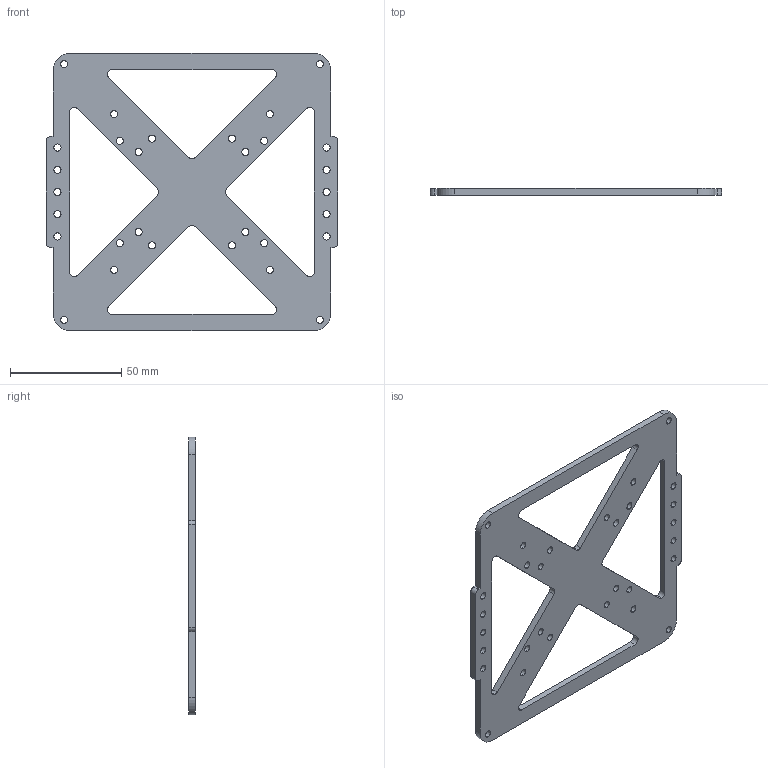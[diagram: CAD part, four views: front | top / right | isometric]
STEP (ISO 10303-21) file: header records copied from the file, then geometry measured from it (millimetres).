
FILE_DESCRIPTION (( 'STEP AP214' ), '1' );
FILE_NAME ('媼脯啣-A-10.13蜊.STEP', '2024-01-03T05:46:11', ( '' ), ( '' ), 'SwSTEP 2.0', 'SolidWorks 2023', '' );
FILE_SCHEMA (( 'AUTOMOTIVE_DESIGN' ));
Length unit declared in the file: millimetre
Products named in the file (1): 二层板-A-10.13改
Bounding box: 131 x 3 x 125 mm (x, y, z)
Volume: 26972.6 mm3; surface area: 22609.4 mm2
Topology: 1 solids, 1 shells, 109 faces, 321 edges, 214 vertices
Faces by surface type: cylinder 83, plane 26
Entity records: 3880 total; most frequent: DIRECTION 707, CARTESIAN_POINT 645, ORIENTED_EDGE 642, EDGE_CURVE 321, AXIS2_PLACEMENT_3D 276, VERTEX_POINT 214, EDGE_LOOP 177, CIRCLE 166
